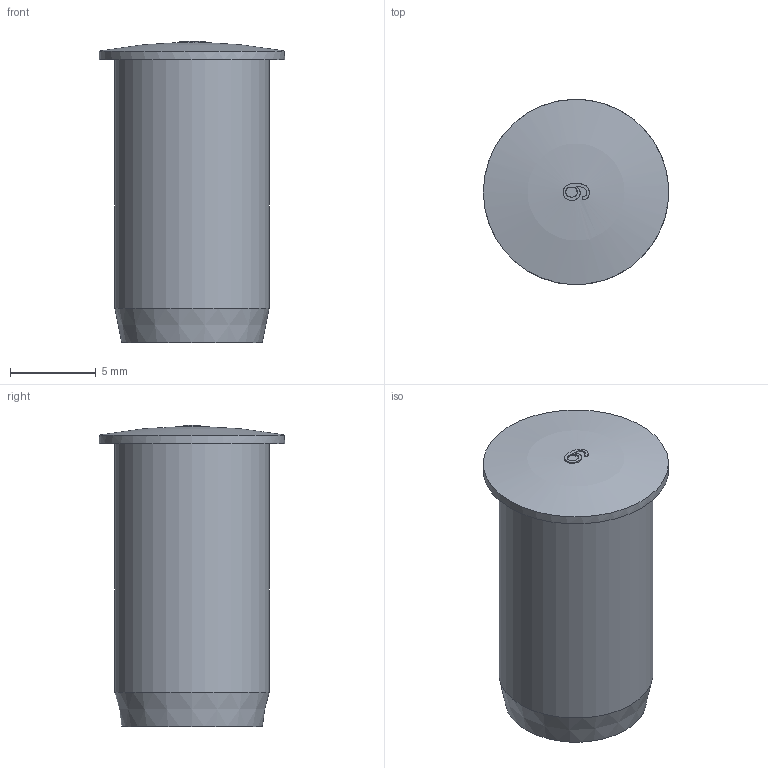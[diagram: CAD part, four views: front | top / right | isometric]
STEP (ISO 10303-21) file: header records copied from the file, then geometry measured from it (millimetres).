
FILE_DESCRIPTION(/* description */ (''),/* implementation_level */ '2;1');
FILE_NAME(/* name */ '28788_7_KDS_KES-VS_9.stp',/* time_stamp */ '2020-04-16T11:04:30+02:00',/* author */ (''),/* organization */ (''),/* preprocessor_version */ 'ST-DEVELOPER v16.7',/* originating_system */ 'SIEMENS PLM Software NX 12.0',/* authorisation */ '');
FILE_SCHEMA (('AUTOMOTIVE_DESIGN { 1 0 10303 214 3 1 1 1 }'));
Length unit declared in the file: millimetre
Products named in the file (1): 28788_7_KDS_KES-VS_9
Bounding box: 10.8 x 10.8 x 17.56 mm (x, y, z)
Volume: 783.5 mm3; surface area: 914.9 mm2
Topology: 1 solids, 1 shells, 25 faces, 62 edges, 41 vertices
Faces by surface type: extrusion 14, plane 5, cylinder 3, sphere 2, cone 1
Full cylindrical faces by diameter (mm): 5 x1, 9 x1, 10.8 x1
Entity records: 968 total; most frequent: CARTESIAN_POINT 447, ORIENTED_EDGE 104, DIRECTION 69, EDGE_CURVE 52, B_SPLINE_CURVE_WITH_KNOTS 43, VERTEX_POINT 37, EDGE_LOOP 33, VECTOR 29
